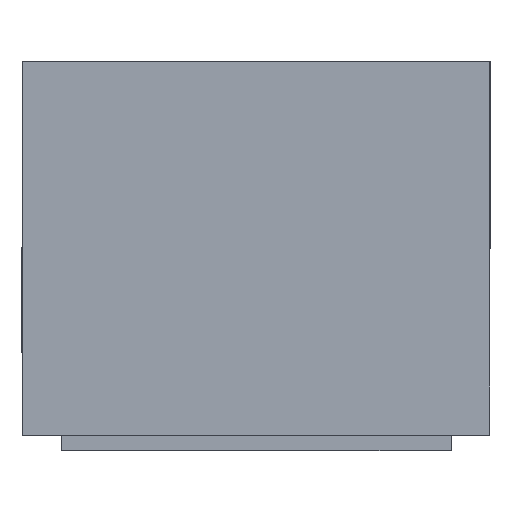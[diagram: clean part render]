
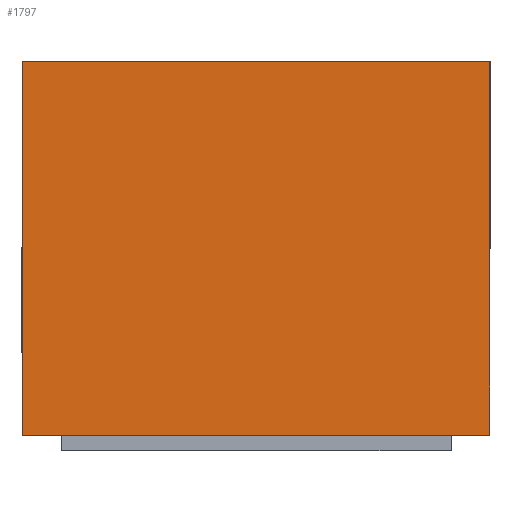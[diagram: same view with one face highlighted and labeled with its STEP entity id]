
A CAD part, left-side view. The second image highlights one B-rep face of the part: STEP entity #1797.
In plain terms, the highlighted planar face has unit normal (-1, 0, 0).
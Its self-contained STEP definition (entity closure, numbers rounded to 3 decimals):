
#141 = AXIS2_PLACEMENT_3D ( 'NONE', #1430, #11506, #10578 ) ;
#1010 = LINE ( 'NONE', #3996, #2638 ) ;
#1182 = LINE ( 'NONE', #8917, #11365 ) ;
#1430 = CARTESIAN_POINT ( 'NONE',  ( -0.5, 0.3, 0.48 ) ) ;
#1797 = ADVANCED_FACE ( 'NONE', ( #10639 ), #3188, .F. ) ;
#2160 = DIRECTION ( 'NONE',  ( 0., -1., 0. ) ) ;
#2240 = ORIENTED_EDGE ( 'NONE', *, *, #5750, .F. ) ;
#2356 = CARTESIAN_POINT ( 'NONE',  ( -0.5, -0.3, 0.48 ) ) ;
#2404 = DIRECTION ( 'NONE',  ( 0., 0., -1. ) ) ;
#2505 = CARTESIAN_POINT ( 'NONE',  ( -0.5, 0.3, 0.48 ) ) ;
#2589 = LINE ( 'NONE', #2356, #8453 ) ;
#2638 = VECTOR ( 'NONE', #9383, 1000. ) ;
#3138 = EDGE_CURVE ( 'NONE', #11299, #3242, #2589, .T. ) ;
#3188 = PLANE ( 'NONE',  #141 ) ;
#3242 = VERTEX_POINT ( 'NONE', #9573 ) ;
#3996 = CARTESIAN_POINT ( 'NONE',  ( -0.5, 0.3, 0.48 ) ) ;
#5143 = ORIENTED_EDGE ( 'NONE', *, *, #3138, .F. ) ;
#5286 = EDGE_CURVE ( 'NONE', #7917, #3242, #1182, .T. ) ;
#5750 = EDGE_CURVE ( 'NONE', #10580, #11299, #11241, .T. ) ;
#5890 = ORIENTED_EDGE ( 'NONE', *, *, #5286, .T. ) ;
#6611 = VECTOR ( 'NONE', #2160, 1000. ) ;
#7363 = CARTESIAN_POINT ( 'NONE',  ( -0.5, 0.3, 0.48 ) ) ;
#7387 = CARTESIAN_POINT ( 'NONE',  ( -0.5, -0.3, 0.48 ) ) ;
#7602 = EDGE_CURVE ( 'NONE', #10580, #7917, #1010, .T. ) ;
#7917 = VERTEX_POINT ( 'NONE', #11370 ) ;
#8453 = VECTOR ( 'NONE', #2404, 1000. ) ;
#8550 = ORIENTED_EDGE ( 'NONE', *, *, #7602, .T. ) ;
#8917 = CARTESIAN_POINT ( 'NONE',  ( -0.5, 0.3, 0. ) ) ;
#9383 = DIRECTION ( 'NONE',  ( 0., 0., -1. ) ) ;
#9573 = CARTESIAN_POINT ( 'NONE',  ( -0.5, -0.3, 0. ) ) ;
#9850 = EDGE_LOOP ( 'NONE', ( #5890, #5143, #2240, #8550 ) ) ;
#10578 = DIRECTION ( 'NONE',  ( 0., 1., 0. ) ) ;
#10580 = VERTEX_POINT ( 'NONE', #2505 ) ;
#10639 = FACE_OUTER_BOUND ( 'NONE', #9850, .T. ) ;
#11241 = LINE ( 'NONE', #7363, #6611 ) ;
#11299 = VERTEX_POINT ( 'NONE', #7387 ) ;
#11365 = VECTOR ( 'NONE', #11689, 1000. ) ;
#11370 = CARTESIAN_POINT ( 'NONE',  ( -0.5, 0.3, 0. ) ) ;
#11506 = DIRECTION ( 'NONE',  ( 1., 0., 0. ) ) ;
#11689 = DIRECTION ( 'NONE',  ( 0., -1., 0. ) ) ;
